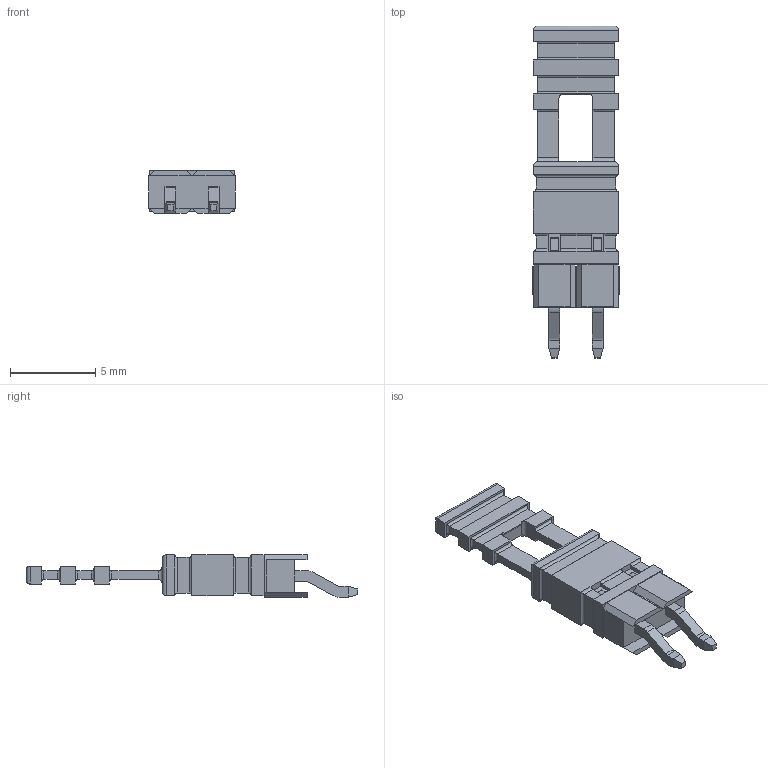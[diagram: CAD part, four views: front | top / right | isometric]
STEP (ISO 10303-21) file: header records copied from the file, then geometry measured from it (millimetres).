
FILE_DESCRIPTION(/* description */ ('STEP AP242'),/* implementation_level */ '2;1');
FILE_NAME(/* name */ 'M20-8890245-JUMPER-CONNECTED.step',/* time_stamp */ '2025-09-28T21:05:28-06:00',/* author */ (''),/* organization */ (''),/* preprocessor_version */ 'ST-DEVELOPER v20.1',/* originating_system */ 'Autodesk Translation Framework v14.17.0.0',/* authorisation */ '');
FILE_SCHEMA (('AUTOMOTIVE_DESIGN { 1 0 10303 214 3 1 1 }'));
Length unit declared in the file: millimetre
Products named in the file (1): m7681-05_1
Assembly tree (1 placements, depth 1):
  m7681-05_1
Bounding box: 5.08 x 19.53 x 2.5 mm (x, y, z)
Volume: 94.5 mm3; surface area: 482.5 mm2
Topology: 5 solids, 5 shells, 432 faces, 1126 edges, 702 vertices
Faces by surface type: plane 306, cylinder 118, bspline 4, torus 4
Entity records: 13245 total; most frequent: CARTESIAN_POINT 2455, ORIENTED_EDGE 2252, DIRECTION 2182, EDGE_CURVE 1126, LINE 920, VECTOR 920, VERTEX_POINT 702, AXIS2_PLACEMENT_3D 631
